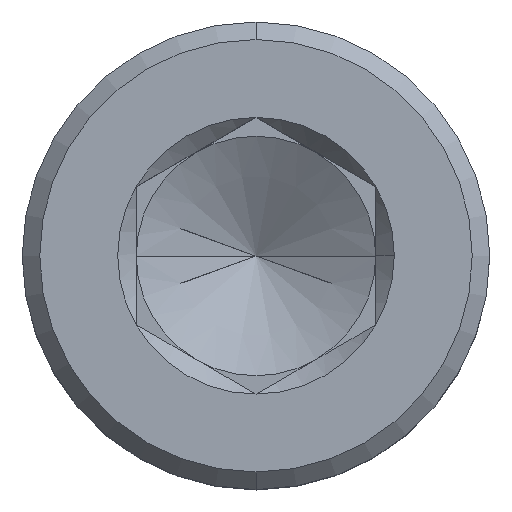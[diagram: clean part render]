
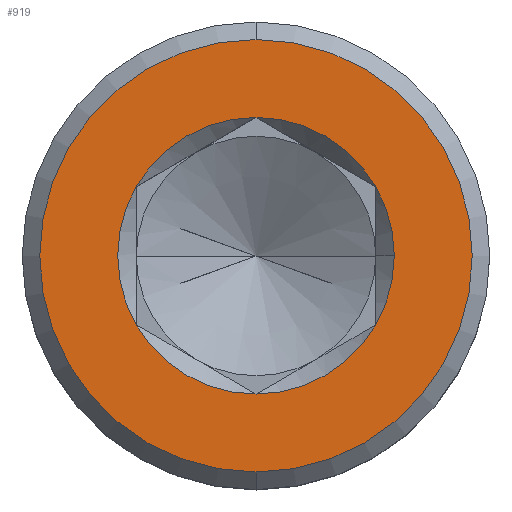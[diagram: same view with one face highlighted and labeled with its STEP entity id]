
A CAD part, top view. The second image highlights one B-rep face of the part: STEP entity #919.
In plain terms, the highlighted planar face has unit normal (0, 0, 1).
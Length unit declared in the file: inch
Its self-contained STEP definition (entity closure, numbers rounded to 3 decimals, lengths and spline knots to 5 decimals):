
#49 = CARTESIAN_POINT ( 'NONE',  ( 0., 0.04687, 0.14975 ) ) ;
#67 = DIRECTION ( 'NONE',  ( 0., 1., 0. ) ) ;
#68 = ORIENTED_EDGE ( 'NONE', *, *, #554, .F. ) ;
#97 = VERTEX_POINT ( 'NONE', #995 ) ;
#112 = EDGE_CURVE ( 'NONE', #2205, #2182, #1786, .T. ) ;
#177 = EDGE_CURVE ( 'NONE', #1812, #1040, #2098, .T. ) ;
#229 = VERTEX_POINT ( 'NONE', #575 ) ;
#245 = CIRCLE ( 'NONE', #1926, 0.05413 ) ;
#246 = EDGE_LOOP ( 'NONE', ( #68, #1264, #460, #2350, #494, #1100, #1284 ) ) ;
#256 = CIRCLE ( 'NONE', #1222, 0.05413 ) ;
#287 = FACE_OUTER_BOUND ( 'NONE', #2249, .T. ) ;
#411 = PLANE ( 'NONE',  #1087 ) ;
#424 = CIRCLE ( 'NONE', #1545, 0.08464 ) ;
#431 = CARTESIAN_POINT ( 'NONE',  ( 0., 0.05413, 0.14975 ) ) ;
#460 = ORIENTED_EDGE ( 'NONE', *, *, #980, .F. ) ;
#484 = CIRCLE ( 'NONE', #2245, 0.05413 ) ;
#492 = VERTEX_POINT ( 'NONE', #2326 ) ;
#494 = ORIENTED_EDGE ( 'NONE', *, *, #177, .F. ) ;
#502 = CARTESIAN_POINT ( 'NONE',  ( -0.04687, -0.02706, 0.14975 ) ) ;
#514 = ORIENTED_EDGE ( 'NONE', *, *, #1268, .T. ) ;
#524 = EDGE_CURVE ( 'NONE', #492, #1741, #663, .T. ) ;
#554 = EDGE_CURVE ( 'NONE', #1524, #492, #629, .T. ) ;
#575 = CARTESIAN_POINT ( 'NONE',  ( 0.05413, 0., 0.14975 ) ) ;
#594 = CARTESIAN_POINT ( 'NONE',  ( 0., -0.08464, 0.14975 ) ) ;
#609 = CARTESIAN_POINT ( 'NONE',  ( 0., 0., 0.14975 ) ) ;
#625 = CARTESIAN_POINT ( 'NONE',  ( 0., 0., 0.14975 ) ) ;
#629 = CIRCLE ( 'NONE', #2142, 0.05413 ) ;
#653 = CARTESIAN_POINT ( 'NONE',  ( 0., 0., 0.14975 ) ) ;
#662 = DIRECTION ( 'NONE',  ( 1., 0., 0. ) ) ;
#663 = CIRCLE ( 'NONE', #828, 0.05413 ) ;
#690 = CARTESIAN_POINT ( 'NONE',  ( 0., 0., 0.14975 ) ) ;
#749 = DIRECTION ( 'NONE',  ( 0., 0., 1. ) ) ;
#786 = CIRCLE ( 'NONE', #984, 0.05413 ) ;
#828 = AXIS2_PLACEMENT_3D ( 'NONE', #1580, #1049, #662 ) ;
#918 = CARTESIAN_POINT ( 'NONE',  ( 0., 0., 0.14975 ) ) ;
#919 = ADVANCED_FACE ( 'NONE', ( #941, #287 ), #411, .F. ) ;
#927 = CARTESIAN_POINT ( 'NONE',  ( 0., 0., 0.14975 ) ) ;
#935 = CARTESIAN_POINT ( 'NONE',  ( 0., -0.05413, 0.14975 ) ) ;
#941 = FACE_BOUND ( 'NONE', #246, .T. ) ;
#980 = EDGE_CURVE ( 'NONE', #229, #97, #484, .T. ) ;
#984 = AXIS2_PLACEMENT_3D ( 'NONE', #609, #1881, #1897 ) ;
#995 = CARTESIAN_POINT ( 'NONE',  ( 0.04687, 0.02706, 0.14975 ) ) ;
#1012 = CARTESIAN_POINT ( 'NONE',  ( 0.04687, -0.02706, 0.14975 ) ) ;
#1040 = VERTEX_POINT ( 'NONE', #1012 ) ;
#1049 = DIRECTION ( 'NONE',  ( 0., 0., 1. ) ) ;
#1087 = AXIS2_PLACEMENT_3D ( 'NONE', #49, #1886, #67 ) ;
#1100 = ORIENTED_EDGE ( 'NONE', *, *, #1557, .F. ) ;
#1222 = AXIS2_PLACEMENT_3D ( 'NONE', #625, #2238, #1728 ) ;
#1264 = ORIENTED_EDGE ( 'NONE', *, *, #1823, .F. ) ;
#1268 = EDGE_CURVE ( 'NONE', #2182, #2205, #424, .T. ) ;
#1275 = DIRECTION ( 'NONE',  ( 0., 0., 1. ) ) ;
#1284 = ORIENTED_EDGE ( 'NONE', *, *, #524, .F. ) ;
#1331 = ORIENTED_EDGE ( 'NONE', *, *, #112, .T. ) ;
#1390 = DIRECTION ( 'NONE',  ( 0., 0., 1. ) ) ;
#1462 = EDGE_CURVE ( 'NONE', #1040, #229, #256, .T. ) ;
#1483 = DIRECTION ( 'NONE',  ( 0., 0., 1. ) ) ;
#1502 = CARTESIAN_POINT ( 'NONE',  ( 0., 0., 0.14975 ) ) ;
#1524 = VERTEX_POINT ( 'NONE', #431 ) ;
#1545 = AXIS2_PLACEMENT_3D ( 'NONE', #690, #1967, #2149 ) ;
#1557 = EDGE_CURVE ( 'NONE', #1741, #1812, #786, .T. ) ;
#1580 = CARTESIAN_POINT ( 'NONE',  ( 0., 0., 0.14975 ) ) ;
#1664 = DIRECTION ( 'NONE',  ( 1., 0., 0. ) ) ;
#1713 = CARTESIAN_POINT ( 'NONE',  ( 0., 0.08464, 0.14975 ) ) ;
#1728 = DIRECTION ( 'NONE',  ( 1., 0., 0. ) ) ;
#1741 = VERTEX_POINT ( 'NONE', #502 ) ;
#1786 = CIRCLE ( 'NONE', #2059, 0.08464 ) ;
#1812 = VERTEX_POINT ( 'NONE', #935 ) ;
#1821 = DIRECTION ( 'NONE',  ( 0., -1., 0. ) ) ;
#1823 = EDGE_CURVE ( 'NONE', #97, #1524, #245, .T. ) ;
#1851 = AXIS2_PLACEMENT_3D ( 'NONE', #918, #1275, #1664 ) ;
#1881 = DIRECTION ( 'NONE',  ( 0., 0., 1. ) ) ;
#1886 = DIRECTION ( 'NONE',  ( 0., 0., -1. ) ) ;
#1896 = DIRECTION ( 'NONE',  ( 0., 0., 1. ) ) ;
#1897 = DIRECTION ( 'NONE',  ( 1., 0., 0. ) ) ;
#1926 = AXIS2_PLACEMENT_3D ( 'NONE', #1502, #1483, #2210 ) ;
#1967 = DIRECTION ( 'NONE',  ( 0., 0., 1. ) ) ;
#2059 = AXIS2_PLACEMENT_3D ( 'NONE', #927, #749, #1821 ) ;
#2061 = CARTESIAN_POINT ( 'NONE',  ( 0., 0., 0.14975 ) ) ;
#2098 = CIRCLE ( 'NONE', #1851, 0.05413 ) ;
#2123 = DIRECTION ( 'NONE',  ( 1., 0., 0. ) ) ;
#2142 = AXIS2_PLACEMENT_3D ( 'NONE', #653, #1390, #2123 ) ;
#2149 = DIRECTION ( 'NONE',  ( 0., -1., 0. ) ) ;
#2182 = VERTEX_POINT ( 'NONE', #1713 ) ;
#2205 = VERTEX_POINT ( 'NONE', #594 ) ;
#2210 = DIRECTION ( 'NONE',  ( 1., 0., 0. ) ) ;
#2238 = DIRECTION ( 'NONE',  ( 0., 0., 1. ) ) ;
#2245 = AXIS2_PLACEMENT_3D ( 'NONE', #2061, #1896, #2272 ) ;
#2249 = EDGE_LOOP ( 'NONE', ( #514, #1331 ) ) ;
#2272 = DIRECTION ( 'NONE',  ( 1., 0., 0. ) ) ;
#2326 = CARTESIAN_POINT ( 'NONE',  ( -0.04687, 0.02706, 0.14975 ) ) ;
#2350 = ORIENTED_EDGE ( 'NONE', *, *, #1462, .F. ) ;
